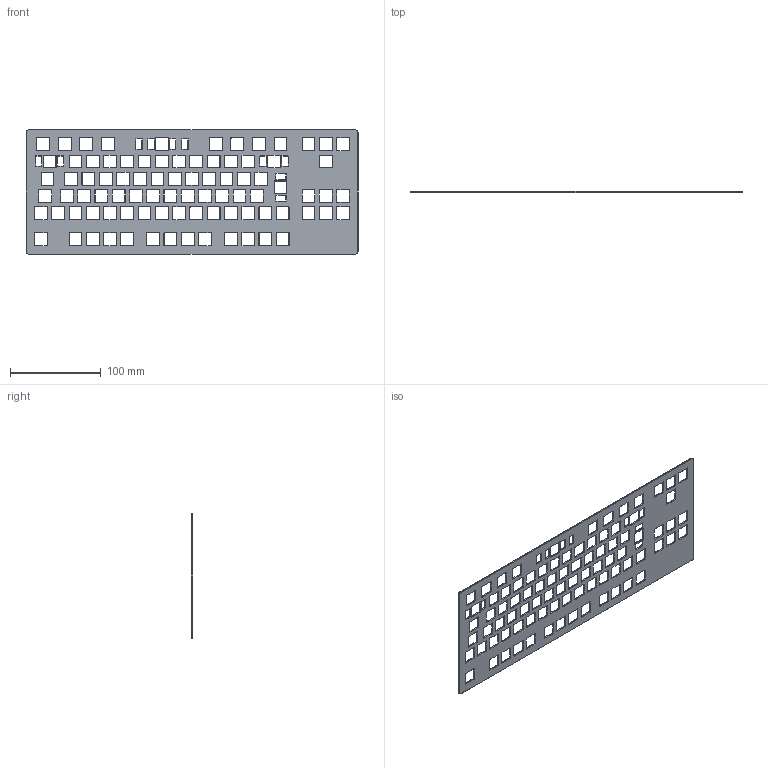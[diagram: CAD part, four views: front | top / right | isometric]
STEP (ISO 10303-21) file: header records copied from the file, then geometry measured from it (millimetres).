
FILE_DESCRIPTION(/* description */ (''),/* implementation_level */ '2;1');
FILE_NAME(/* name */ 'Plate.stp',/* time_stamp */ '2021-09-07T03:14:04+09:00',/* author */ ('shiok'),/* organization */ (''),/* preprocessor_version */ 'ST-DEVELOPER v18.1',/* originating_system */ 'Autodesk Inventor 2022',/* authorisation */ '');
FILE_SCHEMA (('AUTOMOTIVE_DESIGN { 1 0 10303 214 3 1 1 }'));
Length unit declared in the file: millimetre
Products named in the file (1): Plate
Bounding box: 366.39 x 1.52 x 137.16 mm (x, y, z)
Volume: 49345.6 mm3; surface area: 73588.4 mm2
Topology: 1 solids, 1 shells, 2346 faces, 5472 edges, 3128 vertices
Faces by surface type: plane 1166, cone 772, cylinder 400, torus 8
Entity records: 65515 total; most frequent: DIRECTION 11776, CARTESIAN_POINT 11001, ORIENTED_EDGE 10944, EDGE_CURVE 5472, AXIS2_PLACEMENT_3D 3942, LINE 3892, VECTOR 3892, VERTEX_POINT 3128
